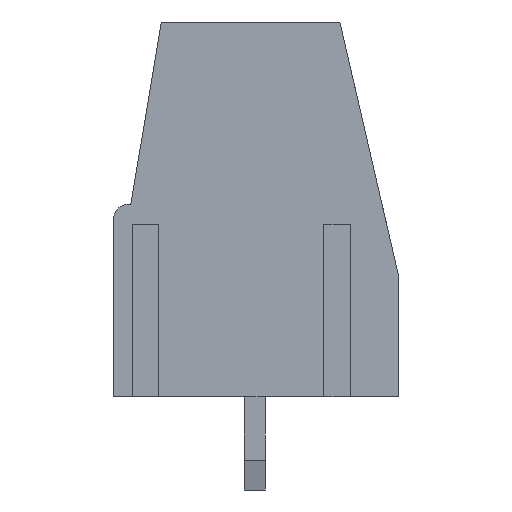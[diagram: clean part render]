
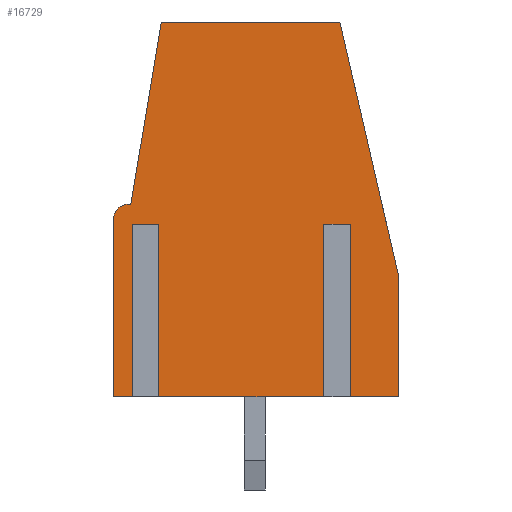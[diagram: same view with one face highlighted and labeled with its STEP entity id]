
A CAD part, left-side view. The second image highlights one B-rep face of the part: STEP entity #16729.
In plain terms, the highlighted planar face has unit normal (-1, 0, 0).
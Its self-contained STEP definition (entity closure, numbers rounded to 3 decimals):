
#102 = VECTOR ( 'NONE', #1139, 1000. ) ;
#519 = CARTESIAN_POINT ( 'NONE',  ( -5.08, 3.512, 14.1 ) ) ;
#586 = ORIENTED_EDGE ( 'NONE', *, *, #16089, .F. ) ;
#1139 = DIRECTION ( 'NONE',  ( 0., 1., 0. ) ) ;
#1326 = ORIENTED_EDGE ( 'NONE', *, *, #13316, .F. ) ;
#1705 = VERTEX_POINT ( 'NONE', #22362 ) ;
#1868 = EDGE_CURVE ( 'NONE', #21146, #1991, #6085, .T. ) ;
#1991 = VERTEX_POINT ( 'NONE', #21133 ) ;
#2510 = EDGE_CURVE ( 'NONE', #18680, #24632, #16630, .T. ) ;
#2562 = ORIENTED_EDGE ( 'NONE', *, *, #19367, .F. ) ;
#4380 = DIRECTION ( 'NONE',  ( 0., 0., 1. ) ) ;
#4552 = CARTESIAN_POINT ( 'NONE',  ( -5.08, 5.3, 0. ) ) ;
#4792 = VERTEX_POINT ( 'NONE', #519 ) ;
#4793 = EDGE_LOOP ( 'NONE', ( #13828, #2562, #586, #12728, #21459, #1326, #20763, #23131 ) ) ;
#5477 = PLANE ( 'NONE',  #6103 ) ;
#6085 = LINE ( 'NONE', #13852, #12679 ) ;
#6103 = AXIS2_PLACEMENT_3D ( 'NONE', #9774, #18073, #26320 ) ;
#6787 = EDGE_CURVE ( 'NONE', #1705, #17187, #13881, .T. ) ;
#7013 = CARTESIAN_POINT ( 'NONE',  ( -5.08, 4.75, 6.7 ) ) ;
#7150 = DIRECTION ( 'NONE',  ( 1., 0., 0. ) ) ;
#7860 = FACE_OUTER_BOUND ( 'NONE', #4793, .T. ) ;
#8641 = EDGE_CURVE ( 'NONE', #17187, #21146, #22142, .T. ) ;
#8696 = DIRECTION ( 'NONE',  ( 0., -0.165, 0.986 ) ) ;
#9774 = CARTESIAN_POINT ( 'NONE',  ( -5.08, 4.75, 6.7 ) ) ;
#10550 = AXIS2_PLACEMENT_3D ( 'NONE', #15188, #19114, #4380 ) ;
#11858 = VECTOR ( 'NONE', #25922, 1000. ) ;
#12120 = CARTESIAN_POINT ( 'NONE',  ( -5.08, -5.4, 0. ) ) ;
#12679 = VECTOR ( 'NONE', #16260, 1000. ) ;
#12728 = ORIENTED_EDGE ( 'NONE', *, *, #25921, .F. ) ;
#12818 = VECTOR ( 'NONE', #24537, 1000. ) ;
#13316 = EDGE_CURVE ( 'NONE', #1991, #18680, #26220, .T. ) ;
#13395 = VECTOR ( 'NONE', #16087, 1000. ) ;
#13715 = CARTESIAN_POINT ( 'NONE',  ( -5.08, 4.659, 7.242 ) ) ;
#13828 = ORIENTED_EDGE ( 'NONE', *, *, #6787, .F. ) ;
#13852 = CARTESIAN_POINT ( 'NONE',  ( -5.08, 5.3, 6.7 ) ) ;
#13881 = LINE ( 'NONE', #12120, #12818 ) ;
#14560 = AXIS2_PLACEMENT_3D ( 'NONE', #7013, #7150, #23533 ) ;
#15077 = LINE ( 'NONE', #20895, #16745 ) ;
#15188 = CARTESIAN_POINT ( 'NONE',  ( -5.08, 4.75, 6.7 ) ) ;
#15493 = LINE ( 'NONE', #26317, #11858 ) ;
#16087 = DIRECTION ( 'NONE',  ( 0., -0.225, -0.974 ) ) ;
#16089 = EDGE_CURVE ( 'NONE', #4792, #18472, #15493, .T. ) ;
#16260 = DIRECTION ( 'NONE',  ( 0., 0., 1. ) ) ;
#16630 = CIRCLE ( 'NONE', #10550, 0.55 ) ;
#16729 = ADVANCED_FACE ( 'NONE', ( #7860 ), #5477, .T. ) ;
#16745 = VECTOR ( 'NONE', #8696, 1000. ) ;
#17187 = VERTEX_POINT ( 'NONE', #22850 ) ;
#18073 = DIRECTION ( 'NONE',  ( -1., 0., 0. ) ) ;
#18472 = VERTEX_POINT ( 'NONE', #21747 ) ;
#18680 = VERTEX_POINT ( 'NONE', #22624 ) ;
#19114 = DIRECTION ( 'NONE',  ( 1., 0., 0. ) ) ;
#19367 = EDGE_CURVE ( 'NONE', #18472, #1705, #24204, .T. ) ;
#20763 = ORIENTED_EDGE ( 'NONE', *, *, #1868, .F. ) ;
#20895 = CARTESIAN_POINT ( 'NONE',  ( -5.08, 3.512, 14.1 ) ) ;
#21133 = CARTESIAN_POINT ( 'NONE',  ( -5.08, 5.3, 6.7 ) ) ;
#21146 = VERTEX_POINT ( 'NONE', #4552 ) ;
#21459 = ORIENTED_EDGE ( 'NONE', *, *, #2510, .F. ) ;
#21747 = CARTESIAN_POINT ( 'NONE',  ( -5.08, -3.207, 14.1 ) ) ;
#22142 = LINE ( 'NONE', #26218, #102 ) ;
#22362 = CARTESIAN_POINT ( 'NONE',  ( -5.08, -5.4, 4.602 ) ) ;
#22624 = CARTESIAN_POINT ( 'NONE',  ( -5.08, 4.75, 7.25 ) ) ;
#22850 = CARTESIAN_POINT ( 'NONE',  ( -5.08, -5.4, 0. ) ) ;
#23131 = ORIENTED_EDGE ( 'NONE', *, *, #8641, .F. ) ;
#23533 = DIRECTION ( 'NONE',  ( 0., 0., 1. ) ) ;
#24204 = LINE ( 'NONE', #26251, #13395 ) ;
#24537 = DIRECTION ( 'NONE',  ( 0., 0., -1. ) ) ;
#24632 = VERTEX_POINT ( 'NONE', #13715 ) ;
#25921 = EDGE_CURVE ( 'NONE', #24632, #4792, #15077, .T. ) ;
#25922 = DIRECTION ( 'NONE',  ( 0., -1., 0. ) ) ;
#26218 = CARTESIAN_POINT ( 'NONE',  ( -5.08, 5.3, 0. ) ) ;
#26220 = CIRCLE ( 'NONE', #14560, 0.55 ) ;
#26251 = CARTESIAN_POINT ( 'NONE',  ( -5.08, -4.2, 9.8 ) ) ;
#26317 = CARTESIAN_POINT ( 'NONE',  ( -5.08, -3.207, 14.1 ) ) ;
#26320 = DIRECTION ( 'NONE',  ( 0., 0., 1. ) ) ;
